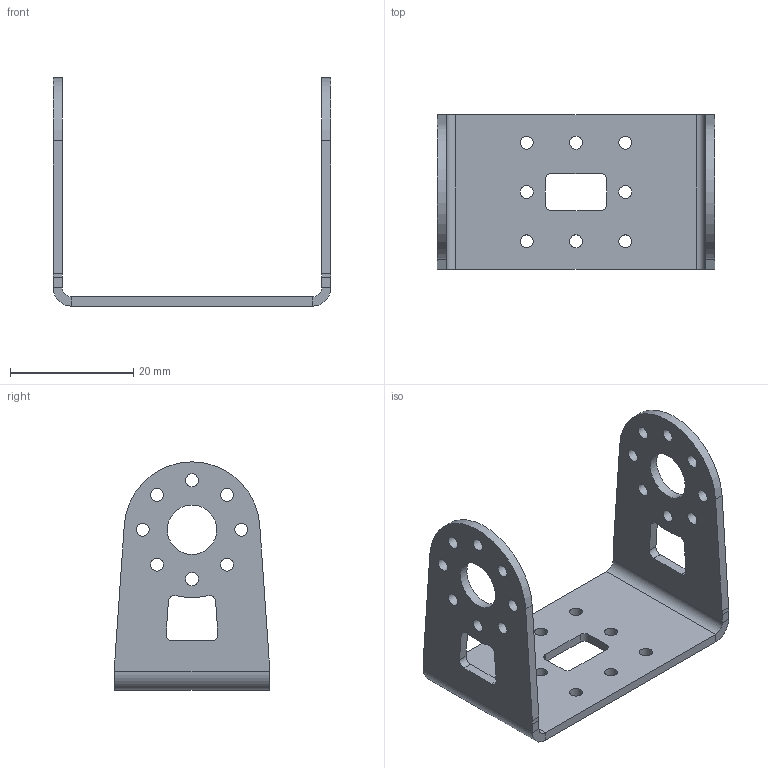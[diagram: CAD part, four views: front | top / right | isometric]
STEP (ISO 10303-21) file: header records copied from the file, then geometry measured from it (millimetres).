
FILE_DESCRIPTION(('STEP AP203'), '1');
FILE_NAME('f3', '', ('UNSPECIFIED'), ('UNSPECIFIED'), 'ASCON STEP Converter 1.3', 'ASCON Math Kernel', '');
FILE_SCHEMA(('CONFIG_CONTROL_DESIGN'));
Length unit declared in the file: millimetre
Bounding box: 45 x 25 x 37 mm (x, y, z)
Volume: 3396.3 mm3; surface area: 5353.9 mm2
Topology: 1 solids, 1 shells, 80 faces, 218 edges, 140 vertices
Faces by surface type: cylinder 50, plane 30
Full cylindrical faces by diameter (mm): 2.1 x24, 8 x2
Entity records: 3224 total; most frequent: DIRECTION 454, CARTESIAN_POINT 413, ORIENTED_EDGE 384, EDGE_CURVE 192, AXIS2_PLACEMENT_3D 181, EDGE_LOOP 164, VERTEX_POINT 140, FACE_BOUND 112
